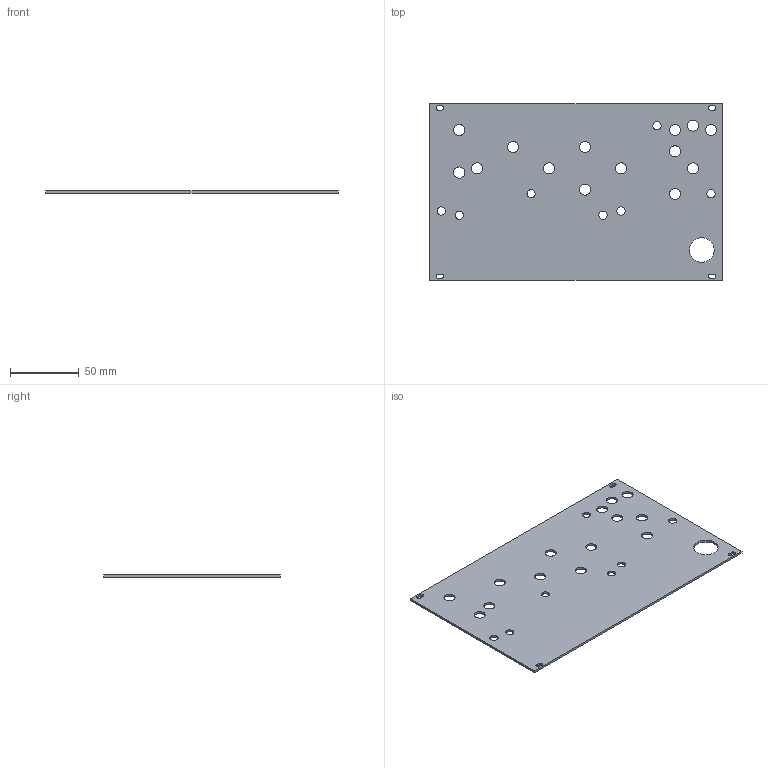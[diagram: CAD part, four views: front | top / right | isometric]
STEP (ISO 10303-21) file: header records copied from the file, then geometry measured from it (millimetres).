
FILE_DESCRIPTION(('KiCad electronic assembly'),'2;1');
FILE_NAME('front-face-midi.step','2022-11-19T09:03:37',('Pcbnew'),( 'Kicad'),'Open CASCADE STEP processor 7.6','KiCad to STEP converter' ,'Unknown');
FILE_SCHEMA(('AUTOMOTIVE_DESIGN { 1 0 10303 214 1 1 1 1 }'));
Length unit declared in the file: millimetre
Products named in the file (2): front-face-midi 1; _autosave-front-face-midi PCB
Assembly tree (1 placements, depth 2):
  front-face-midi 1
    _autosave-front-face-midi PCB
Bounding box: 213.01 x 128.5 x 1.6 mm (x, y, z)
Volume: 41815.2 mm3; surface area: 54329 mm2
Topology: 1 solids, 1 shells, 44 faces, 126 edges, 84 vertices
Faces by surface type: cylinder 30, plane 14
Full cylindrical faces by diameter (mm): 6 x7, 8.102 x14, 18 x1
Entity records: 3259 total; most frequent: DIRECTION 530, CARTESIAN_POINT 508, LINE 258, VECTOR 258, ORIENTED_EDGE 252, PCURVE 252, DEFINITIONAL_REPRESENTATION 252, EDGE_CURVE 126
